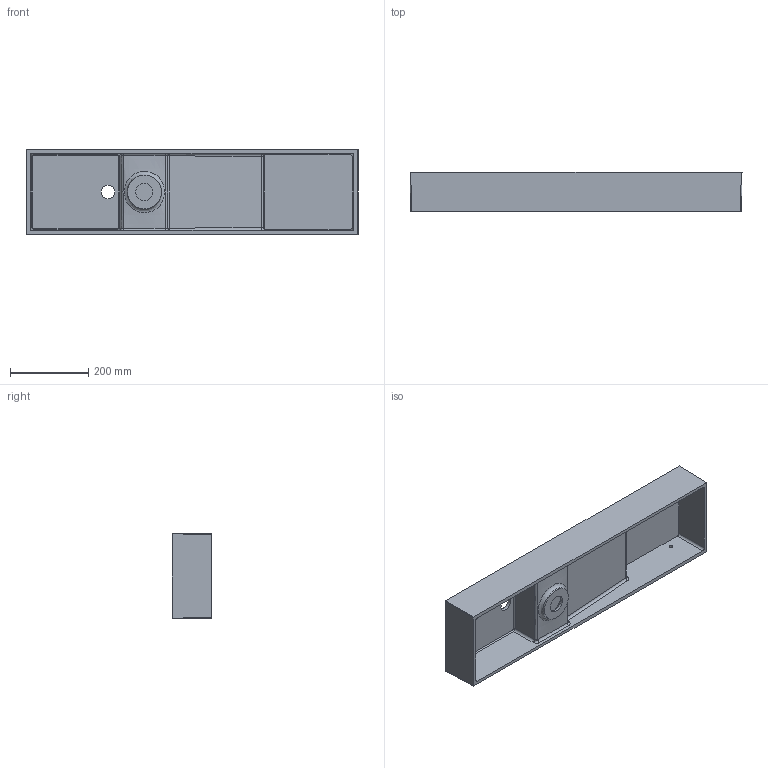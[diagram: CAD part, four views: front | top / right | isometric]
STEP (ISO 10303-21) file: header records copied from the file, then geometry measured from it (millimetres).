
FILE_DESCRIPTION (( 'STEP AP214' ), '1' );
FILE_NAME ('Toni 850.STEP', '2023-06-23T12:23:40', ( 'User Windows' ), ( '' ), 'SwSTEP 2.0', 'SolidWorks 2020', '' );
FILE_SCHEMA (( 'AUTOMOTIVE_DESIGN' ));
Length unit declared in the file: millimetre
Products named in the file (1): Toni 850
Bounding box: 850 x 100 x 220 mm (x, y, z)
Volume: 4387200 mm3; surface area: 838180.2 mm2
Topology: 2 solids, 2 shells, 126 faces, 298 edges, 180 vertices
Faces by surface type: cylinder 44, bspline 39, plane 32, cone 6, torus 3, sphere 2
Full cylindrical faces by diameter (mm): 10 x2, 35 x1, 45 x1
Entity records: 14239 total; most frequent: CARTESIAN_POINT 11781, ORIENTED_EDGE 536, DIRECTION 420, EDGE_CURVE 268, VERTEX_POINT 170, EDGE_LOOP 158, AXIS2_PLACEMENT_3D 158, FACE_OUTER_BOUND 138
